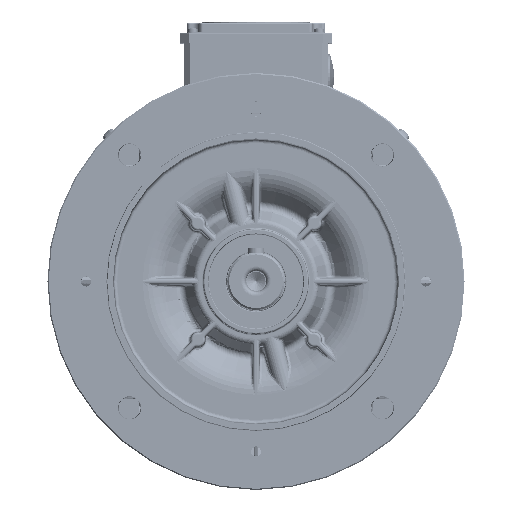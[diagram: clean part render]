
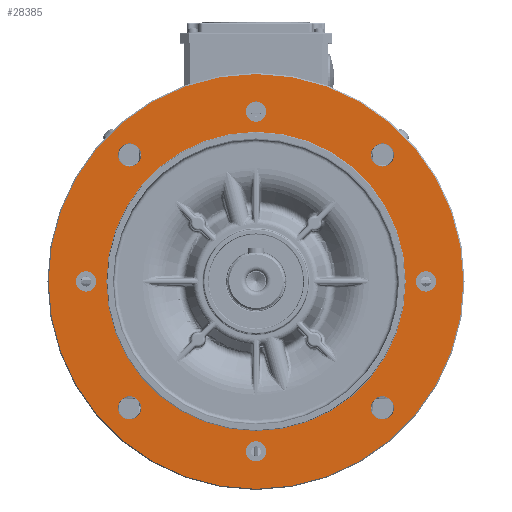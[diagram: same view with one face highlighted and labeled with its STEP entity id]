
A CAD part, top view. The second image highlights one B-rep face of the part: STEP entity #28385.
In plain terms, the highlighted planar face has unit normal (0, 0, 1).
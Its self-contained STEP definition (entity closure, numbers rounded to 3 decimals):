
#2943=FACE_BOUND('',#42448,.T.);
#2944=FACE_BOUND('',#42449,.T.);
#2945=FACE_BOUND('',#42450,.T.);
#2946=FACE_BOUND('',#42451,.T.);
#2947=FACE_BOUND('',#42452,.T.);
#2948=FACE_BOUND('',#42453,.T.);
#2949=FACE_BOUND('',#42454,.T.);
#2950=FACE_BOUND('',#42455,.T.);
#2951=FACE_BOUND('',#42456,.T.);
#2952=FACE_BOUND('',#42457,.T.);
#7904=CIRCLE('',#121866,8.5);
#7906=CIRCLE('',#121869,8.5);
#7944=CIRCLE('',#121929,173.965);
#7946=CIRCLE('',#121932,9.704);
#7948=CIRCLE('',#121935,9.704);
#7950=CIRCLE('',#121938,9.704);
#7952=CIRCLE('',#121941,9.704);
#7998=CIRCLE('',#122066,8.5);
#8001=CIRCLE('',#122071,8.5);
#8002=CIRCLE('',#122074,125.5);
#11987=PLANE('',#122076);
#28385=ADVANCED_FACE('',(#2943,#2944,#2945,#2946,#2947,#2948,#2949,#2950,
#2951,#2952),#11987,.T.);
#42448=EDGE_LOOP('',(#50624));
#42449=EDGE_LOOP('',(#50625));
#42450=EDGE_LOOP('',(#50626));
#42451=EDGE_LOOP('',(#50627));
#42452=EDGE_LOOP('',(#50628));
#42453=EDGE_LOOP('',(#50629));
#42454=EDGE_LOOP('',(#50630));
#42455=EDGE_LOOP('',(#50631));
#42456=EDGE_LOOP('',(#50632));
#42457=EDGE_LOOP('',(#50633));
#50624=ORIENTED_EDGE('',*,*,#95120,.F.);
#50625=ORIENTED_EDGE('',*,*,#95122,.F.);
#50626=ORIENTED_EDGE('',*,*,#95118,.F.);
#50627=ORIENTED_EDGE('',*,*,#95116,.F.);
#50628=ORIENTED_EDGE('',*,*,#95053,.F.);
#50629=ORIENTED_EDGE('',*,*,#95051,.F.);
#50630=ORIENTED_EDGE('',*,*,#95362,.F.);
#50631=ORIENTED_EDGE('',*,*,#95365,.F.);
#50632=ORIENTED_EDGE('',*,*,#95366,.T.);
#50633=ORIENTED_EDGE('',*,*,#95114,.T.);
#82107=VERTEX_POINT('',#165914);
#82109=VERTEX_POINT('',#165919);
#82148=VERTEX_POINT('',#166068);
#82150=VERTEX_POINT('',#166073);
#82152=VERTEX_POINT('',#166078);
#82154=VERTEX_POINT('',#166083);
#82156=VERTEX_POINT('',#166088);
#82273=VERTEX_POINT('',#167753);
#82276=VERTEX_POINT('',#167761);
#82277=VERTEX_POINT('',#167765);
#95051=EDGE_CURVE('',#82107,#82107,#7904,.T.);
#95053=EDGE_CURVE('',#82109,#82109,#7906,.T.);
#95114=EDGE_CURVE('',#82148,#82148,#7944,.T.);
#95116=EDGE_CURVE('',#82150,#82150,#7946,.T.);
#95118=EDGE_CURVE('',#82152,#82152,#7948,.T.);
#95120=EDGE_CURVE('',#82154,#82154,#7950,.T.);
#95122=EDGE_CURVE('',#82156,#82156,#7952,.T.);
#95362=EDGE_CURVE('',#82273,#82273,#7998,.T.);
#95365=EDGE_CURVE('',#82276,#82276,#8001,.T.);
#95366=EDGE_CURVE('',#82277,#82277,#8002,.T.);
#121866=AXIS2_PLACEMENT_3D('',#165913,#133253,#133254);
#121869=AXIS2_PLACEMENT_3D('',#165918,#133259,#133260);
#121929=AXIS2_PLACEMENT_3D('',#166067,#133397,#133398);
#121932=AXIS2_PLACEMENT_3D('',#166072,#133403,#133404);
#121935=AXIS2_PLACEMENT_3D('',#166077,#133409,#133410);
#121938=AXIS2_PLACEMENT_3D('',#166082,#133415,#133416);
#121941=AXIS2_PLACEMENT_3D('',#166087,#133421,#133422);
#122066=AXIS2_PLACEMENT_3D('',#167752,#133704,#133705);
#122071=AXIS2_PLACEMENT_3D('',#167760,#133714,#133715);
#122074=AXIS2_PLACEMENT_3D('',#167764,#133720,#133721);
#122076=AXIS2_PLACEMENT_3D('',#167767,#133724,#133725);
#133253=DIRECTION('',(0.,0.,1.));
#133254=DIRECTION('',(1.,0.,0.));
#133259=DIRECTION('',(0.,0.,1.));
#133260=DIRECTION('',(1.,0.,0.));
#133397=DIRECTION('',(0.,0.,1.));
#133398=DIRECTION('',(1.,0.,0.));
#133403=DIRECTION('',(0.,0.,1.));
#133404=DIRECTION('',(1.,0.,0.));
#133409=DIRECTION('',(0.,0.,1.));
#133410=DIRECTION('',(1.,0.,0.));
#133415=DIRECTION('',(0.,0.,1.));
#133416=DIRECTION('',(1.,0.,0.));
#133421=DIRECTION('',(0.,0.,1.));
#133422=DIRECTION('',(1.,0.,0.));
#133704=DIRECTION('',(0.,0.,1.));
#133705=DIRECTION('',(1.,0.,0.));
#133714=DIRECTION('',(0.,0.,1.));
#133715=DIRECTION('',(1.,0.,0.));
#133720=DIRECTION('',(0.,0.,-1.));
#133721=DIRECTION('',(1.,0.,0.));
#133724=DIRECTION('',(0.,0.,1.));
#133725=DIRECTION('',(1.,0.,0.));
#165913=CARTESIAN_POINT('',(-142.5,0.,0.));
#165914=CARTESIAN_POINT('',(-134.,0.,0.));
#165918=CARTESIAN_POINT('',(0.,142.5,0.));
#165919=CARTESIAN_POINT('',(8.5,142.5,0.));
#166067=CARTESIAN_POINT('',(0.,0.,0.));
#166068=CARTESIAN_POINT('',(173.965,0.,0.));
#166072=CARTESIAN_POINT('',(-106.066,-106.066,0.));
#166073=CARTESIAN_POINT('',(-96.362,-106.066,0.));
#166077=CARTESIAN_POINT('',(-106.066,106.066,0.));
#166078=CARTESIAN_POINT('',(-96.362,106.066,0.));
#166082=CARTESIAN_POINT('',(106.066,-106.066,0.));
#166083=CARTESIAN_POINT('',(115.77,-106.066,0.));
#166087=CARTESIAN_POINT('',(106.066,106.066,0.));
#166088=CARTESIAN_POINT('',(115.77,106.066,0.));
#167752=CARTESIAN_POINT('',(142.5,0.,0.));
#167753=CARTESIAN_POINT('',(151.,0.,0.));
#167760=CARTESIAN_POINT('',(0.,-142.5,0.));
#167761=CARTESIAN_POINT('',(8.5,-142.5,0.));
#167764=CARTESIAN_POINT('',(0.,0.,0.));
#167765=CARTESIAN_POINT('',(125.5,0.,0.));
#167767=CARTESIAN_POINT('',(0.,-179.,0.));
